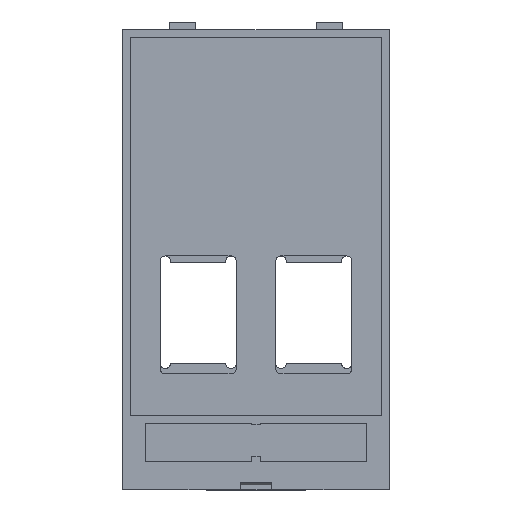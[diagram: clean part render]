
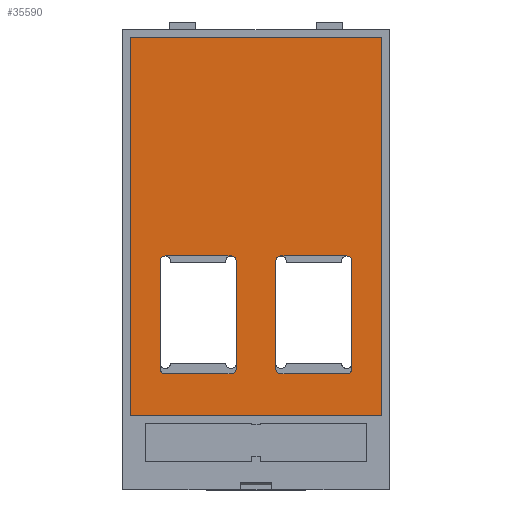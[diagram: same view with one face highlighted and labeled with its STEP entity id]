
A CAD part, top view. The second image highlights one B-rep face of the part: STEP entity #35590.
In plain terms, the highlighted planar face has unit normal (0, 0, 1).
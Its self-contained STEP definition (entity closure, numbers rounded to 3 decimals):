
#4580=CARTESIAN_POINT('',(49.12,91.27,36.95));
#4590=VERTEX_POINT('',#4580);
#4620=CARTESIAN_POINT('',(2.28,91.27,36.95));
#4630=DIRECTION('',(1.,0.,0.));
#4640=VECTOR('',#4630,1.);
#4650=LINE('',#4620,#4640);
#4660=CARTESIAN_POINT('',(1.28,91.27,36.95));
#4670=VERTEX_POINT('',#4660);
#4680=EDGE_CURVE('',#4670,#4590,#4650,.T.);
#4930=CARTESIAN_POINT('',(1.28,20.3,36.95));
#4940=DIRECTION('',(0.,1.,0.));
#4950=VECTOR('',#4940,1.);
#4960=LINE('',#4930,#4950);
#4970=CARTESIAN_POINT('',(1.28,19.3,36.95));
#4980=VERTEX_POINT('',#4970);
#4990=EDGE_CURVE('',#4980,#4670,#4960,.T.);
#5270=CARTESIAN_POINT('',(49.12,19.3,36.95));
#5280=VERTEX_POINT('',#5270);
#5310=CARTESIAN_POINT('',(49.12,90.27,36.95));
#5320=DIRECTION('',(0.,-1.,0.));
#5330=VECTOR('',#5320,1.);
#5340=LINE('',#5310,#5330);
#5350=EDGE_CURVE('',#4590,#5280,#5340,.T.);
#5550=CARTESIAN_POINT('',(48.12,19.3,36.95));
#5560=DIRECTION('',(-1.,0.,0.));
#5570=VECTOR('',#5560,1.);
#5580=LINE('',#5550,#5570);
#5590=EDGE_CURVE('',#5280,#4980,#5580,.T.);
#20620=CARTESIAN_POINT('',(20.45,27.3,36.95));
#20630=VERTEX_POINT('',#20620);
#20810=CARTESIAN_POINT('',(21.45,28.3,36.95));
#20820=VERTEX_POINT('',#20810);
#20850=CARTESIAN_POINT('',(20.45,28.3,36.95));
#20860=DIRECTION('',(0.,0.,-1.));
#20870=DIRECTION('',(0.,-1.,0.));
#20880=AXIS2_PLACEMENT_3D('',#20850,#20860,#20870);
#20890=CIRCLE('',#20880,1.);
#20900=EDGE_CURVE('',#20820,#20630,#20890,.T.);
#21110=CARTESIAN_POINT('',(7.95,27.3,36.95));
#21120=VERTEX_POINT('',#21110);
#21240=CARTESIAN_POINT('',(0.,27.3,36.95));
#21250=DIRECTION('',(1.,0.,0.));
#21260=VECTOR('',#21250,1.);
#21270=LINE('',#21240,#21260);
#21280=EDGE_CURVE('',#21120,#20630,#21270,.T.);
#21490=CARTESIAN_POINT('',(6.95,28.3,36.95));
#21500=VERTEX_POINT('',#21490);
#21630=CARTESIAN_POINT('',(7.95,28.3,36.95));
#21640=DIRECTION('',(0.,0.,-1.));
#21650=DIRECTION('',(-1.,0.,0.));
#21660=AXIS2_PLACEMENT_3D('',#21630,#21640,#21650);
#21670=CIRCLE('',#21660,1.);
#21680=EDGE_CURVE('',#21120,#21500,#21670,.T.);
#21890=CARTESIAN_POINT('',(6.95,48.7,36.95));
#21900=VERTEX_POINT('',#21890);
#22090=CARTESIAN_POINT('',(6.95,0.,36.95));
#22100=DIRECTION('',(0.,-1.,0.));
#22110=VECTOR('',#22100,1.);
#22120=LINE('',#22090,#22110);
#22130=EDGE_CURVE('',#21900,#21500,#22120,.T.);
#22340=CARTESIAN_POINT('',(7.95,49.7,36.95));
#22350=VERTEX_POINT('',#22340);
#22570=CARTESIAN_POINT('',(7.95,48.7,36.95));
#22580=DIRECTION('',(0.,0.,-1.));
#22590=DIRECTION('',(0.,1.,0.));
#22600=AXIS2_PLACEMENT_3D('',#22570,#22580,#22590);
#22610=CIRCLE('',#22600,1.);
#22620=EDGE_CURVE('',#21900,#22350,#22610,.T.);
#22830=CARTESIAN_POINT('',(20.45,49.7,36.95));
#22840=VERTEX_POINT('',#22830);
#22960=CARTESIAN_POINT('',(0.,49.7,36.95));
#22970=DIRECTION('',(-1.,0.,0.));
#22980=VECTOR('',#22970,1.);
#22990=LINE('',#22960,#22980);
#23000=EDGE_CURVE('',#22840,#22350,#22990,.T.);
#23210=CARTESIAN_POINT('',(21.45,48.7,36.95));
#23220=VERTEX_POINT('',#23210);
#23420=CARTESIAN_POINT('',(20.45,48.7,36.95));
#23430=DIRECTION('',(0.,0.,-1.));
#23440=DIRECTION('',(1.,0.,0.));
#23450=AXIS2_PLACEMENT_3D('',#23420,#23430,#23440);
#23460=CIRCLE('',#23450,1.);
#23470=EDGE_CURVE('',#22840,#23220,#23460,.T.);
#23810=CARTESIAN_POINT('',(21.45,0.,36.95));
#23820=DIRECTION('',(0.,1.,0.));
#23830=VECTOR('',#23820,1.);
#23840=LINE('',#23810,#23830);
#23850=EDGE_CURVE('',#20820,#23220,#23840,.T.);
#24060=CARTESIAN_POINT('',(42.45,27.3,36.95));
#24070=VERTEX_POINT('',#24060);
#24150=CARTESIAN_POINT('',(43.45,28.3,36.95));
#24160=VERTEX_POINT('',#24150);
#24190=CARTESIAN_POINT('',(42.45,28.3,36.95));
#24200=DIRECTION('',(0.,0.,1.));
#24210=DIRECTION('',(0.,-1.,0.));
#24220=AXIS2_PLACEMENT_3D('',#24190,#24200,#24210);
#24230=CIRCLE('',#24220,1.);
#24240=EDGE_CURVE('',#24070,#24160,#24230,.T.);
#24450=CARTESIAN_POINT('',(29.95,27.3,36.95));
#24460=VERTEX_POINT('',#24450);
#24510=CARTESIAN_POINT('',(0.,27.3,36.95));
#24520=DIRECTION('',(1.,0.,0.));
#24530=VECTOR('',#24520,1.);
#24540=LINE('',#24510,#24530);
#24550=EDGE_CURVE('',#24460,#24070,#24540,.T.);
#24760=CARTESIAN_POINT('',(28.95,28.3,36.95));
#24770=VERTEX_POINT('',#24760);
#24820=CARTESIAN_POINT('',(29.95,28.3,36.95));
#24830=DIRECTION('',(0.,0.,1.));
#24840=DIRECTION('',(-1.,0.,0.));
#24850=AXIS2_PLACEMENT_3D('',#24820,#24830,#24840);
#24860=CIRCLE('',#24850,1.);
#24870=EDGE_CURVE('',#24770,#24460,#24860,.T.);
#25080=CARTESIAN_POINT('',(28.95,48.7,36.95));
#25090=VERTEX_POINT('',#25080);
#25160=CARTESIAN_POINT('',(28.95,0.,36.95));
#25170=DIRECTION('',(0.,-1.,0.));
#25180=VECTOR('',#25170,1.);
#25190=LINE('',#25160,#25180);
#25200=EDGE_CURVE('',#25090,#24770,#25190,.T.);
#25410=CARTESIAN_POINT('',(29.95,49.7,36.95));
#25420=VERTEX_POINT('',#25410);
#25640=CARTESIAN_POINT('',(29.95,48.7,36.95));
#25650=DIRECTION('',(0.,0.,-1.));
#25660=DIRECTION('',(0.,1.,0.));
#25670=AXIS2_PLACEMENT_3D('',#25640,#25650,#25660);
#25680=CIRCLE('',#25670,1.);
#25690=EDGE_CURVE('',#25090,#25420,#25680,.T.);
#25900=CARTESIAN_POINT('',(42.45,49.7,36.95));
#25910=VERTEX_POINT('',#25900);
#26030=CARTESIAN_POINT('',(0.,49.7,36.95));
#26040=DIRECTION('',(-1.,0.,0.));
#26050=VECTOR('',#26040,1.);
#26060=LINE('',#26030,#26050);
#26070=EDGE_CURVE('',#25910,#25420,#26060,.T.);
#26280=CARTESIAN_POINT('',(43.45,48.7,36.95));
#26290=VERTEX_POINT('',#26280);
#26490=CARTESIAN_POINT('',(42.45,48.7,36.95));
#26500=DIRECTION('',(0.,0.,-1.));
#26510=DIRECTION('',(1.,0.,0.));
#26520=AXIS2_PLACEMENT_3D('',#26490,#26500,#26510);
#26530=CIRCLE('',#26520,1.);
#26540=EDGE_CURVE('',#25910,#26290,#26530,.T.);
#26760=CARTESIAN_POINT('',(43.45,0.,36.95));
#26770=DIRECTION('',(0.,1.,0.));
#26780=VECTOR('',#26770,1.);
#26790=LINE('',#26760,#26780);
#26800=EDGE_CURVE('',#24160,#26290,#26790,.T.);
#35280=CARTESIAN_POINT('',(1.68,55.285,36.95));
#35290=DIRECTION('',(-0.,0.,1.));
#35300=DIRECTION('',(0.,-1.,0.));
#35310=AXIS2_PLACEMENT_3D('',#35280,#35290,#35300);
#35320=PLANE('',#35310);
#35330=ORIENTED_EDGE('',*,*,#20900,.T.);
#35340=ORIENTED_EDGE('',*,*,#23850,.F.);
#35350=ORIENTED_EDGE('',*,*,#23470,.T.);
#35360=ORIENTED_EDGE('',*,*,#23000,.F.);
#35370=ORIENTED_EDGE('',*,*,#22620,.T.);
#35380=ORIENTED_EDGE('',*,*,#22130,.F.);
#35390=ORIENTED_EDGE('',*,*,#21680,.T.);
#35400=ORIENTED_EDGE('',*,*,#21280,.F.);
#35410=EDGE_LOOP('',(#35400,#35390,#35380,#35370,#35360,#35350,#35340,
#35330));
#35420=FACE_BOUND('',#35410,.T.);
#35430=ORIENTED_EDGE('',*,*,#26540,.T.);
#35440=ORIENTED_EDGE('',*,*,#26070,.F.);
#35450=ORIENTED_EDGE('',*,*,#25690,.T.);
#35460=ORIENTED_EDGE('',*,*,#25200,.F.);
#35470=ORIENTED_EDGE('',*,*,#24870,.F.);
#35480=ORIENTED_EDGE('',*,*,#24550,.F.);
#35490=ORIENTED_EDGE('',*,*,#24240,.F.);
#35500=ORIENTED_EDGE('',*,*,#26800,.F.);
#35510=EDGE_LOOP('',(#35500,#35490,#35480,#35470,#35460,#35450,#35440,
#35430));
#35520=FACE_BOUND('',#35510,.T.);
#35530=ORIENTED_EDGE('',*,*,#5350,.F.);
#35540=ORIENTED_EDGE('',*,*,#5590,.F.);
#35550=ORIENTED_EDGE('',*,*,#4990,.F.);
#35560=ORIENTED_EDGE('',*,*,#4680,.F.);
#35570=EDGE_LOOP('',(#35560,#35550,#35540,#35530));
#35580=FACE_OUTER_BOUND('',#35570,.T.);
#35590=ADVANCED_FACE('',(#35420,#35520,#35580),#35320,.T.);
